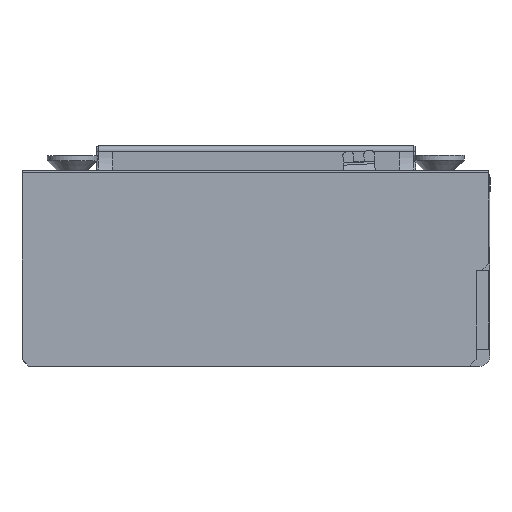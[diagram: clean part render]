
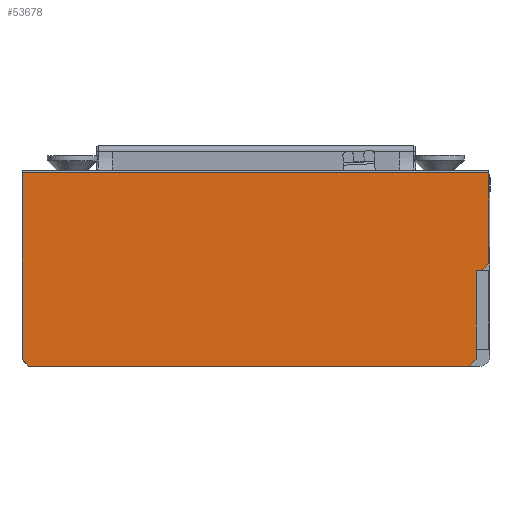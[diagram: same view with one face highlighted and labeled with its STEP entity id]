
A CAD part, front view. The second image highlights one B-rep face of the part: STEP entity #53678.
In plain terms, the highlighted face is planar.
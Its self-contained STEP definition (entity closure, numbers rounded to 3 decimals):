
#105 = LINE ( 'NONE', #46488, #41529 ) ;
#380 = DIRECTION ( 'NONE',  ( 0., 1., 0. ) ) ;
#525 = LINE ( 'NONE', #8948, #35507 ) ;
#1052 = DIRECTION ( 'NONE',  ( -1., 0., 0. ) ) ;
#1307 = VERTEX_POINT ( 'NONE', #23952 ) ;
#2436 = CARTESIAN_POINT ( 'NONE',  ( -33.2, 13., 0. ) ) ;
#2531 = CARTESIAN_POINT ( 'NONE',  ( -33.2, 14., 0. ) ) ;
#5248 = EDGE_CURVE ( 'NONE', #11745, #17986, #525, .T. ) ;
#5817 = EDGE_CURVE ( 'NONE', #32882, #6903, #44404, .T. ) ;
#6080 = ORIENTED_EDGE ( 'NONE', *, *, #5817, .F. ) ;
#6704 = EDGE_CURVE ( 'NONE', #8659, #11745, #30232, .T. ) ;
#6903 = VERTEX_POINT ( 'NONE', #29579 ) ;
#7436 = CARTESIAN_POINT ( 'NONE',  ( 33.6, 0.3, 0. ) ) ;
#7737 = DIRECTION ( 'NONE',  ( -1., 0., 0. ) ) ;
#8659 = VERTEX_POINT ( 'NONE', #2436 ) ;
#8948 = CARTESIAN_POINT ( 'NONE',  ( -37.5, -13.7, 0. ) ) ;
#10238 = VECTOR ( 'NONE', #54028, 1000. ) ;
#10345 = LINE ( 'NONE', #28747, #26552 ) ;
#11544 = CARTESIAN_POINT ( 'NONE',  ( 31.8, 14., 0. ) ) ;
#11745 = VERTEX_POINT ( 'NONE', #19957 ) ;
#12501 = LINE ( 'NONE', #7436, #57587 ) ;
#12522 = LINE ( 'NONE', #30966, #39404 ) ;
#15331 = CARTESIAN_POINT ( 'NONE',  ( 31.8, 0.3, 0. ) ) ;
#15685 = CARTESIAN_POINT ( 'NONE',  ( 33.6, -13.7, 0. ) ) ;
#16258 = CARTESIAN_POINT ( 'NONE',  ( 30.8, 14., 0. ) ) ;
#16953 = EDGE_CURVE ( 'NONE', #52996, #37033, #58614, .T. ) ;
#17297 = CARTESIAN_POINT ( 'NONE',  ( 33.6, -0.7, 0. ) ) ;
#17986 = VERTEX_POINT ( 'NONE', #15685 ) ;
#19957 = CARTESIAN_POINT ( 'NONE',  ( -33.2, -13.7, 0. ) ) ;
#22658 = EDGE_CURVE ( 'NONE', #17986, #37033, #40461, .T. ) ;
#23812 = CARTESIAN_POINT ( 'NONE',  ( 32.6, 0.3, 0. ) ) ;
#23952 = CARTESIAN_POINT ( 'NONE',  ( -32.2, 14., 0. ) ) ;
#25647 = ORIENTED_EDGE ( 'NONE', *, *, #6704, .F. ) ;
#25678 = ORIENTED_EDGE ( 'NONE', *, *, #33939, .F. ) ;
#26331 = ORIENTED_EDGE ( 'NONE', *, *, #5248, .F. ) ;
#26552 = VECTOR ( 'NONE', #1052, 1000. ) ;
#27188 = VERTEX_POINT ( 'NONE', #16258 ) ;
#27801 = DIRECTION ( 'NONE',  ( 0.707, -0.707, 0. ) ) ;
#28747 = CARTESIAN_POINT ( 'NONE',  ( -37.5, 14., 0. ) ) ;
#29483 = ORIENTED_EDGE ( 'NONE', *, *, #22658, .F. ) ;
#29579 = CARTESIAN_POINT ( 'NONE',  ( 31.8, 13., 0. ) ) ;
#30232 = LINE ( 'NONE', #2531, #10238 ) ;
#30841 = DIRECTION ( 'NONE',  ( 0., 1., 0. ) ) ;
#30966 = CARTESIAN_POINT ( 'NONE',  ( -32.2, 14., 0. ) ) ;
#32882 = VERTEX_POINT ( 'NONE', #15331 ) ;
#33487 = AXIS2_PLACEMENT_3D ( 'NONE', #39117, #56297, #57500 ) ;
#33939 = EDGE_CURVE ( 'NONE', #27188, #1307, #10345, .T. ) ;
#34462 = VECTOR ( 'NONE', #380, 1000. ) ;
#35507 = VECTOR ( 'NONE', #41769, 1000. ) ;
#35704 = DIRECTION ( 'NONE',  ( 0.707, -0.707, 0. ) ) ;
#35854 = EDGE_CURVE ( 'NONE', #52996, #32882, #12501, .T. ) ;
#36039 = DIRECTION ( 'NONE',  ( -0.707, -0.707, 0. ) ) ;
#37033 = VERTEX_POINT ( 'NONE', #54064 ) ;
#37925 = PLANE ( 'NONE',  #33487 ) ;
#39052 = EDGE_CURVE ( 'NONE', #27188, #6903, #105, .T. ) ;
#39117 = CARTESIAN_POINT ( 'NONE',  ( -37.5, 14., 0. ) ) ;
#39404 = VECTOR ( 'NONE', #36039, 1000. ) ;
#40461 = LINE ( 'NONE', #45285, #34462 ) ;
#41529 = VECTOR ( 'NONE', #27801, 1000. ) ;
#41769 = DIRECTION ( 'NONE',  ( 1., 0., 0. ) ) ;
#43631 = VECTOR ( 'NONE', #35704, 1000. ) ;
#44404 = LINE ( 'NONE', #11544, #46034 ) ;
#44586 = ORIENTED_EDGE ( 'NONE', *, *, #16953, .T. ) ;
#45285 = CARTESIAN_POINT ( 'NONE',  ( 33.6, 14., 0. ) ) ;
#46034 = VECTOR ( 'NONE', #30841, 1000. ) ;
#46488 = CARTESIAN_POINT ( 'NONE',  ( 31.8, 13., 0. ) ) ;
#47582 = FACE_OUTER_BOUND ( 'NONE', #53310, .T. ) ;
#48147 = EDGE_CURVE ( 'NONE', #1307, #8659, #12522, .T. ) ;
#49911 = ORIENTED_EDGE ( 'NONE', *, *, #39052, .T. ) ;
#52996 = VERTEX_POINT ( 'NONE', #23812 ) ;
#53310 = EDGE_LOOP ( 'NONE', ( #25647, #58185, #25678, #49911, #6080, #54542, #44586, #29483, #26331 ) ) ;
#53678 = ADVANCED_FACE ( 'NONE', ( #47582 ), #37925, .F. ) ;
#54028 = DIRECTION ( 'NONE',  ( 0., -1., 0. ) ) ;
#54064 = CARTESIAN_POINT ( 'NONE',  ( 33.6, -0.7, 0. ) ) ;
#54542 = ORIENTED_EDGE ( 'NONE', *, *, #35854, .F. ) ;
#56297 = DIRECTION ( 'NONE',  ( 0., 0., 1. ) ) ;
#57500 = DIRECTION ( 'NONE',  ( 1., 0., 0. ) ) ;
#57587 = VECTOR ( 'NONE', #7737, 1000. ) ;
#58185 = ORIENTED_EDGE ( 'NONE', *, *, #48147, .F. ) ;
#58614 = LINE ( 'NONE', #17297, #43631 ) ;
